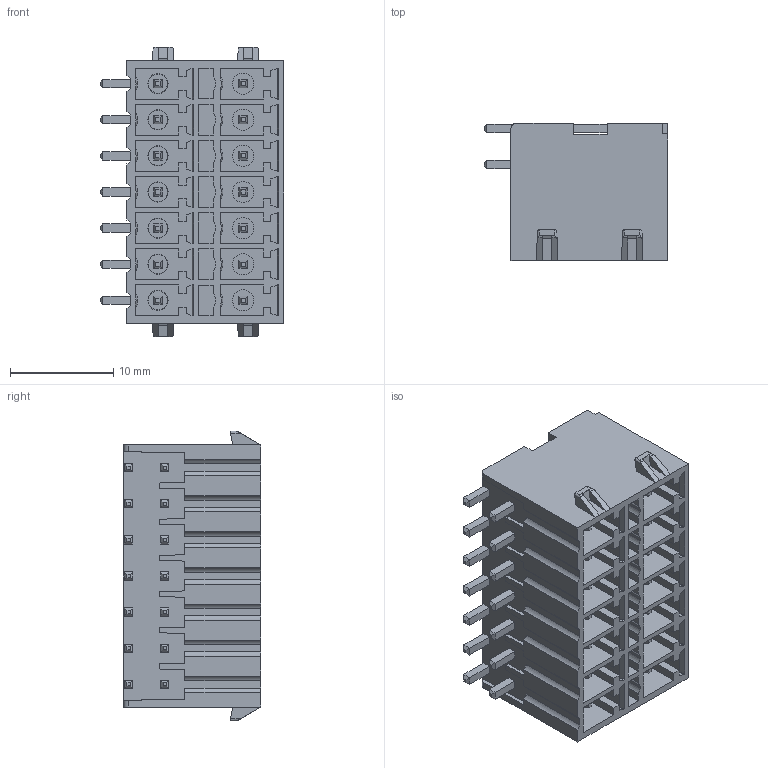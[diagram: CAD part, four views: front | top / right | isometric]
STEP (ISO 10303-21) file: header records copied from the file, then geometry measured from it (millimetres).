
FILE_DESCRIPTION((''),'2;1');
FILE_NAME('TLPHDL-007R-1','2024-09-18T13:36:16',('sheji109'),(''),'CREO PARAMETRIC BY PTC INC, 2018100','CREO PARAMETRIC BY PTC INC, 2018100','');
FILE_SCHEMA(('CONFIG_CONTROL_DESIGN'));
Length unit declared in the file: millimetre
Products named in the file (1): TLPHDL-007R-1
Bounding box: 17.8 x 13.3 x 28.1 mm (x, y, z)
Volume: 3513.7 mm3; surface area: 4669.9 mm2
Topology: 1 solids, 1 shells, 811 faces, 2110 edges, 1364 vertices
Faces by surface type: plane 713, cylinder 70, cone 28
Entity records: 24465 total; most frequent: CARTESIAN_POINT 4508, ORIENTED_EDGE 4220, DIRECTION 3842, EDGE_CURVE 2110, VECTOR 1892, LINE 1892, VERTEX_POINT 1364, AXIS2_PLACEMENT_3D 975
